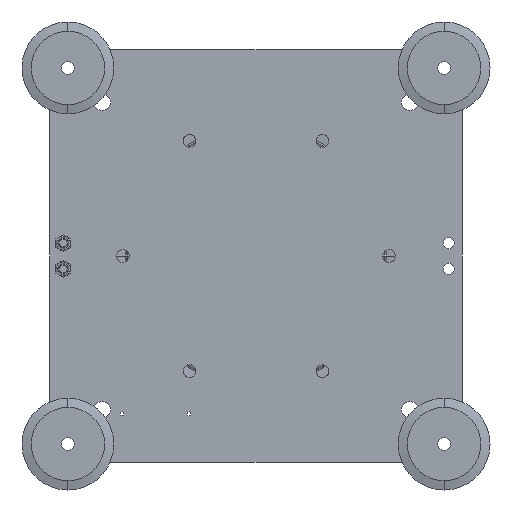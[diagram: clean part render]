
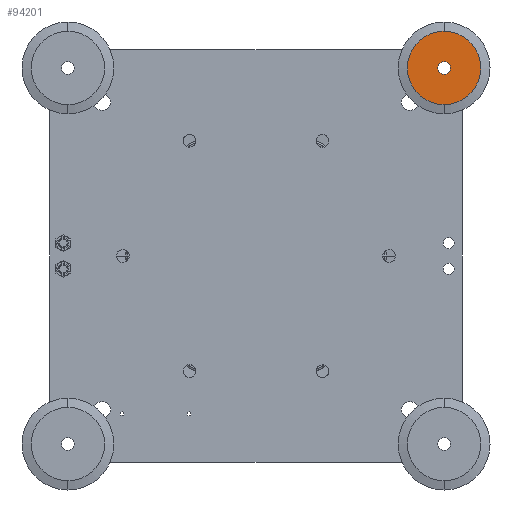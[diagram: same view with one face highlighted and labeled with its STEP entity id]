
A CAD part, front view. The second image highlights one B-rep face of the part: STEP entity #94201.
In plain terms, the highlighted planar face has unit normal (0, -1, 0).
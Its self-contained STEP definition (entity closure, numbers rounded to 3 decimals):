
#93768=CARTESIAN_POINT('',(205.,0.,205.));
#93769=DIRECTION('',(0.,-1.,0.));
#93770=DIRECTION('',(0.,0.,-1.));
#93771=AXIS2_PLACEMENT_3D('',#93768,#93769,#93770);
#93773=CARTESIAN_POINT('',(205.,0.,205.));
#93774=DIRECTION('',(0.,-1.,0.));
#93775=DIRECTION('',(0.,0.,1.));
#93776=AXIS2_PLACEMENT_3D('',#93773,#93774,#93775);
#93787=CARTESIAN_POINT('',(205.,0.,205.));
#93788=DIRECTION('',(0.,-1.,0.));
#93789=DIRECTION('',(0.,0.,1.));
#93790=AXIS2_PLACEMENT_3D('',#93787,#93788,#93789);
#93886=CARTESIAN_POINT('',(205.,0.,205.));
#93887=DIRECTION('',(0.,1.,0.));
#93888=DIRECTION('',(0.,0.,1.));
#93889=AXIS2_PLACEMENT_3D('',#93886,#93887,#93888);
#94104=CARTESIAN_POINT('',(205.,0.,245.));
#94105=CARTESIAN_POINT('',(205.,0.,165.));
#94106=VERTEX_POINT('',#94104);
#94107=VERTEX_POINT('',#94105);
#94176=CARTESIAN_POINT('',(205.,0.,198.));
#94177=CARTESIAN_POINT('',(205.,0.,212.));
#94178=VERTEX_POINT('',#94176);
#94179=VERTEX_POINT('',#94177);
#94184=CARTESIAN_POINT('',(205.,0.,205.));
#94185=DIRECTION('',(0.,1.,0.));
#94186=DIRECTION('',(0.,0.,1.));
#94187=AXIS2_PLACEMENT_3D('',#94184,#94185,#94186);
#94188=PLANE('',#94187);
#94190=ORIENTED_EDGE('',*,*,#94189,.F.);
#94192=ORIENTED_EDGE('',*,*,#94191,.T.);
#94193=EDGE_LOOP('',(#94190,#94192));
#94194=FACE_OUTER_BOUND('',#94193,.F.);
#94196=ORIENTED_EDGE('',*,*,#94195,.T.);
#94198=ORIENTED_EDGE('',*,*,#94197,.T.);
#94199=EDGE_LOOP('',(#94196,#94198));
#94200=FACE_BOUND('',#94199,.F.);
#94201=ADVANCED_FACE('',(#94194,#94200),#94188,.F.);
#93772=CIRCLE('',#93771,7.);
#93777=CIRCLE('',#93776,7.);
#93791=CIRCLE('',#93790,40.);
#93890=CIRCLE('',#93889,40.);
#94189=EDGE_CURVE('',#94106,#94107,#93791,.T.);
#94191=EDGE_CURVE('',#94106,#94107,#93890,.T.);
#94195=EDGE_CURVE('',#94178,#94179,#93772,.T.);
#94197=EDGE_CURVE('',#94179,#94178,#93777,.T.);
